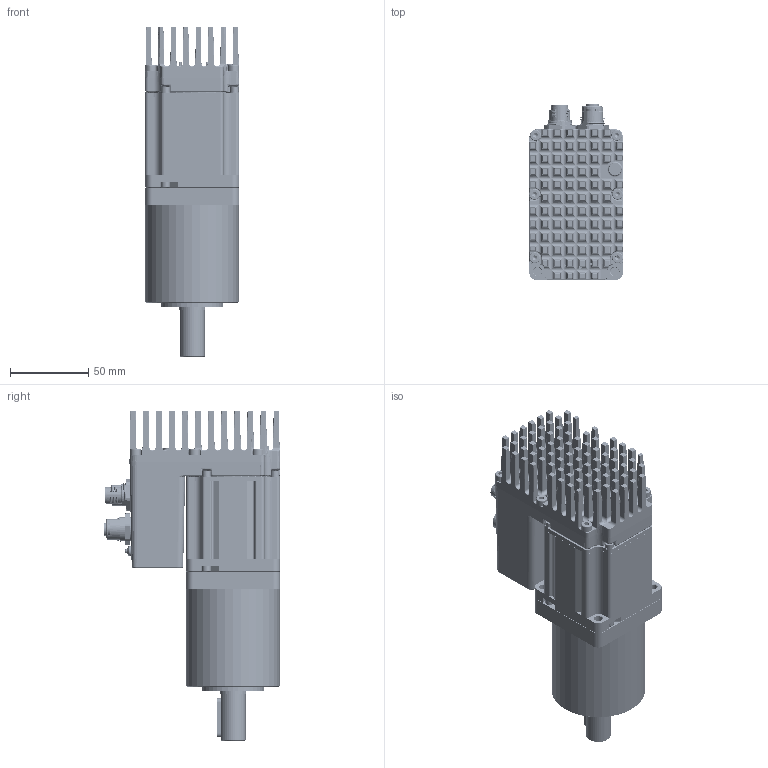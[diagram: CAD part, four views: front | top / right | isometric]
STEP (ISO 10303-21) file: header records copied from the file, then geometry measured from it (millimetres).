
FILE_DESCRIPTION (( 'STEP AP214' ), '1' );
FILE_NAME ('MDX 200W IP65 20±È.STEP', '2019-01-04T07:27:49', ( '' ), ( '' ), 'SwSTEP 2.0', 'SolidWorks 2015', '' );
FILE_SCHEMA (( 'AUTOMOTIVE_DESIGN' ));
Length unit declared in the file: millimetre
Products named in the file (1): MDX 200W IP65 20掀
Bounding box: 60.17 x 112.6 x 211.8 mm (x, y, z)
Surface area: 199409.1 mm2 (no closed solid volume)
Topology: 0 solids, 443 shells, 8600 faces, 22948 edges, 14542 vertices
Faces by surface type: plane 2987, cylinder 2936, bspline 1798, cone 471, sphere 279, torus 129
Entity records: 473894 total; most frequent: CARTESIAN_POINT 183080, ORIENTED_EDGE 42629, DIRECTION 36664, EDGE_CURVE 22439, VERTEX_POINT 14528, AXIS2_PLACEMENT_3D 12943, LINE 10778, VECTOR 10778
